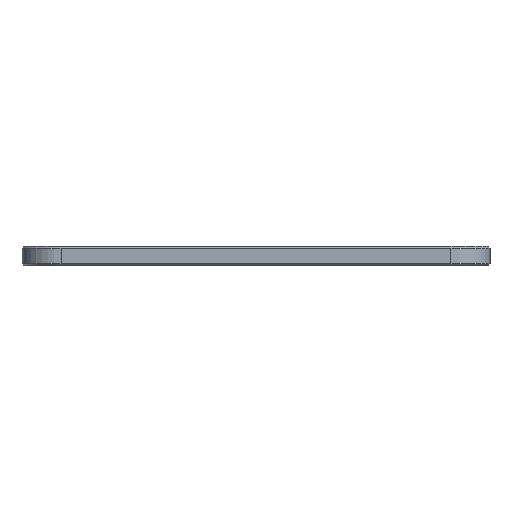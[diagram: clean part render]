
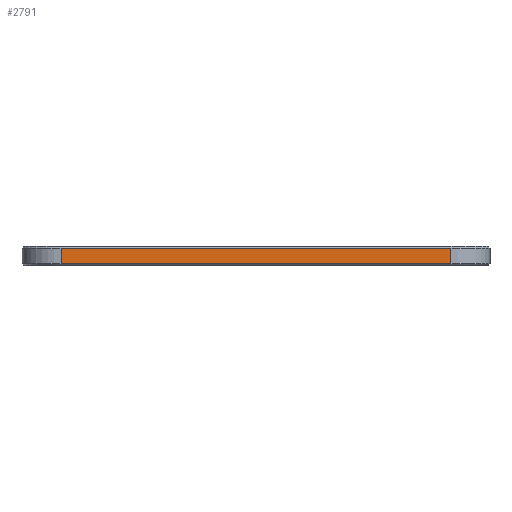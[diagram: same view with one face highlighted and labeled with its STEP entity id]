
A CAD part, front view. The second image highlights one B-rep face of the part: STEP entity #2791.
In plain terms, the highlighted planar face has unit normal (0, -1, 0).
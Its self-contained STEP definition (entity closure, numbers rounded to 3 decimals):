
#158 = PLANE('',#159);
#159 = AXIS2_PLACEMENT_3D('',#160,#161,#162);
#160 = CARTESIAN_POINT('',(0.,-6.1,0.15));
#161 = DIRECTION('',(0.,-0.707,-0.707));
#162 = DIRECTION('',(-1.,-0.,-0.));
#1096 = VERTEX_POINT('',#1097);
#1097 = CARTESIAN_POINT('',(62.5,-6.25,0.3));
#1133 = CYLINDRICAL_SURFACE('',#1134,6.25);
#1134 = AXIS2_PLACEMENT_3D('',#1135,#1136,#1137);
#1135 = CARTESIAN_POINT('',(62.5,0.,0.));
#1136 = DIRECTION('',(-0.,-0.,-1.));
#1137 = DIRECTION('',(1.,0.,0.));
#1205 = VERTEX_POINT('',#1206);
#1206 = CARTESIAN_POINT('',(0.,-6.25,0.3));
#1227 = EDGE_CURVE('',#1205,#1096,#1228,.T.);
#1228 = SURFACE_CURVE('',#1229,(#1233,#1240),.PCURVE_S1.);
#1229 = LINE('',#1230,#1231);
#1230 = CARTESIAN_POINT('',(0.,-6.25,0.3));
#1231 = VECTOR('',#1232,1.);
#1232 = DIRECTION('',(1.,0.,0.));
#1233 = PCURVE('',#158,#1234);
#1234 = DEFINITIONAL_REPRESENTATION('',(#1235),#1239);
#1235 = LINE('',#1236,#1237);
#1236 = CARTESIAN_POINT('',(-0.,-0.212));
#1237 = VECTOR('',#1238,1.);
#1238 = DIRECTION('',(-1.,0.));
#1239 = ( GEOMETRIC_REPRESENTATION_CONTEXT(2) 
PARAMETRIC_REPRESENTATION_CONTEXT() REPRESENTATION_CONTEXT('2D SPACE',''
  ) );
#1240 = PCURVE('',#1241,#1246);
#1241 = PLANE('',#1242);
#1242 = AXIS2_PLACEMENT_3D('',#1243,#1244,#1245);
#1243 = CARTESIAN_POINT('',(0.,-6.25,0.));
#1244 = DIRECTION('',(0.,1.,0.));
#1245 = DIRECTION('',(1.,0.,0.));
#1246 = DEFINITIONAL_REPRESENTATION('',(#1247),#1251);
#1247 = LINE('',#1248,#1249);
#1248 = CARTESIAN_POINT('',(0.,-0.3));
#1249 = VECTOR('',#1250,1.);
#1250 = DIRECTION('',(1.,0.));
#1251 = ( GEOMETRIC_REPRESENTATION_CONTEXT(2) 
PARAMETRIC_REPRESENTATION_CONTEXT() REPRESENTATION_CONTEXT('2D SPACE',''
  ) );
#1274 = CYLINDRICAL_SURFACE('',#1275,6.25);
#1275 = AXIS2_PLACEMENT_3D('',#1276,#1277,#1278);
#1276 = CARTESIAN_POINT('',(0.,0.,0.));
#1277 = DIRECTION('',(-0.,-0.,-1.));
#1278 = DIRECTION('',(1.,0.,0.));
#2686 = EDGE_CURVE('',#1096,#2687,#2689,.T.);
#2687 = VERTEX_POINT('',#2688);
#2688 = CARTESIAN_POINT('',(62.5,-6.25,2.825));
#2689 = SURFACE_CURVE('',#2690,(#2694,#2701),.PCURVE_S1.);
#2690 = LINE('',#2691,#2692);
#2691 = CARTESIAN_POINT('',(62.5,-6.25,0.));
#2692 = VECTOR('',#2693,1.);
#2693 = DIRECTION('',(0.,0.,1.));
#2694 = PCURVE('',#1133,#2695);
#2695 = DEFINITIONAL_REPRESENTATION('',(#2696),#2700);
#2696 = LINE('',#2697,#2698);
#2697 = CARTESIAN_POINT('',(-4.712,0.));
#2698 = VECTOR('',#2699,1.);
#2699 = DIRECTION('',(-0.,-1.));
#2700 = ( GEOMETRIC_REPRESENTATION_CONTEXT(2) 
PARAMETRIC_REPRESENTATION_CONTEXT() REPRESENTATION_CONTEXT('2D SPACE',''
  ) );
#2701 = PCURVE('',#1241,#2702);
#2702 = DEFINITIONAL_REPRESENTATION('',(#2703),#2707);
#2703 = LINE('',#2704,#2705);
#2704 = CARTESIAN_POINT('',(62.5,0.));
#2705 = VECTOR('',#2706,1.);
#2706 = DIRECTION('',(0.,-1.));
#2707 = ( GEOMETRIC_REPRESENTATION_CONTEXT(2) 
PARAMETRIC_REPRESENTATION_CONTEXT() REPRESENTATION_CONTEXT('2D SPACE',''
  ) );
#2791 = ADVANCED_FACE('',(#2792),#1241,.F.);
#2792 = FACE_BOUND('',#2793,.F.);
#2793 = EDGE_LOOP('',(#2794,#2817,#2843,#2844));
#2794 = ORIENTED_EDGE('',*,*,#2795,.T.);
#2795 = EDGE_CURVE('',#1205,#2796,#2798,.T.);
#2796 = VERTEX_POINT('',#2797);
#2797 = CARTESIAN_POINT('',(0.,-6.25,2.825));
#2798 = SURFACE_CURVE('',#2799,(#2803,#2810),.PCURVE_S1.);
#2799 = LINE('',#2800,#2801);
#2800 = CARTESIAN_POINT('',(0.,-6.25,0.));
#2801 = VECTOR('',#2802,1.);
#2802 = DIRECTION('',(0.,0.,1.));
#2803 = PCURVE('',#1241,#2804);
#2804 = DEFINITIONAL_REPRESENTATION('',(#2805),#2809);
#2805 = LINE('',#2806,#2807);
#2806 = CARTESIAN_POINT('',(0.,0.));
#2807 = VECTOR('',#2808,1.);
#2808 = DIRECTION('',(0.,-1.));
#2809 = ( GEOMETRIC_REPRESENTATION_CONTEXT(2) 
PARAMETRIC_REPRESENTATION_CONTEXT() REPRESENTATION_CONTEXT('2D SPACE',''
  ) );
#2810 = PCURVE('',#1274,#2811);
#2811 = DEFINITIONAL_REPRESENTATION('',(#2812),#2816);
#2812 = LINE('',#2813,#2814);
#2813 = CARTESIAN_POINT('',(-4.712,0.));
#2814 = VECTOR('',#2815,1.);
#2815 = DIRECTION('',(-0.,-1.));
#2816 = ( GEOMETRIC_REPRESENTATION_CONTEXT(2) 
PARAMETRIC_REPRESENTATION_CONTEXT() REPRESENTATION_CONTEXT('2D SPACE',''
  ) );
#2817 = ORIENTED_EDGE('',*,*,#2818,.T.);
#2818 = EDGE_CURVE('',#2796,#2687,#2819,.T.);
#2819 = SURFACE_CURVE('',#2820,(#2824,#2831),.PCURVE_S1.);
#2820 = LINE('',#2821,#2822);
#2821 = CARTESIAN_POINT('',(0.,-6.25,2.825));
#2822 = VECTOR('',#2823,1.);
#2823 = DIRECTION('',(1.,0.,0.));
#2824 = PCURVE('',#1241,#2825);
#2825 = DEFINITIONAL_REPRESENTATION('',(#2826),#2830);
#2826 = LINE('',#2827,#2828);
#2827 = CARTESIAN_POINT('',(0.,-2.825));
#2828 = VECTOR('',#2829,1.);
#2829 = DIRECTION('',(1.,0.));
#2830 = ( GEOMETRIC_REPRESENTATION_CONTEXT(2) 
PARAMETRIC_REPRESENTATION_CONTEXT() REPRESENTATION_CONTEXT('2D SPACE',''
  ) );
#2831 = PCURVE('',#2832,#2837);
#2832 = PLANE('',#2833);
#2833 = AXIS2_PLACEMENT_3D('',#2834,#2835,#2836);
#2834 = CARTESIAN_POINT('',(0.,-6.1,2.975));
#2835 = DIRECTION('',(0.,0.707,-0.707));
#2836 = DIRECTION('',(-1.,-0.,-0.));
#2837 = DEFINITIONAL_REPRESENTATION('',(#2838),#2842);
#2838 = LINE('',#2839,#2840);
#2839 = CARTESIAN_POINT('',(-0.,-0.212));
#2840 = VECTOR('',#2841,1.);
#2841 = DIRECTION('',(-1.,0.));
#2842 = ( GEOMETRIC_REPRESENTATION_CONTEXT(2) 
PARAMETRIC_REPRESENTATION_CONTEXT() REPRESENTATION_CONTEXT('2D SPACE',''
  ) );
#2843 = ORIENTED_EDGE('',*,*,#2686,.F.);
#2844 = ORIENTED_EDGE('',*,*,#1227,.F.);
